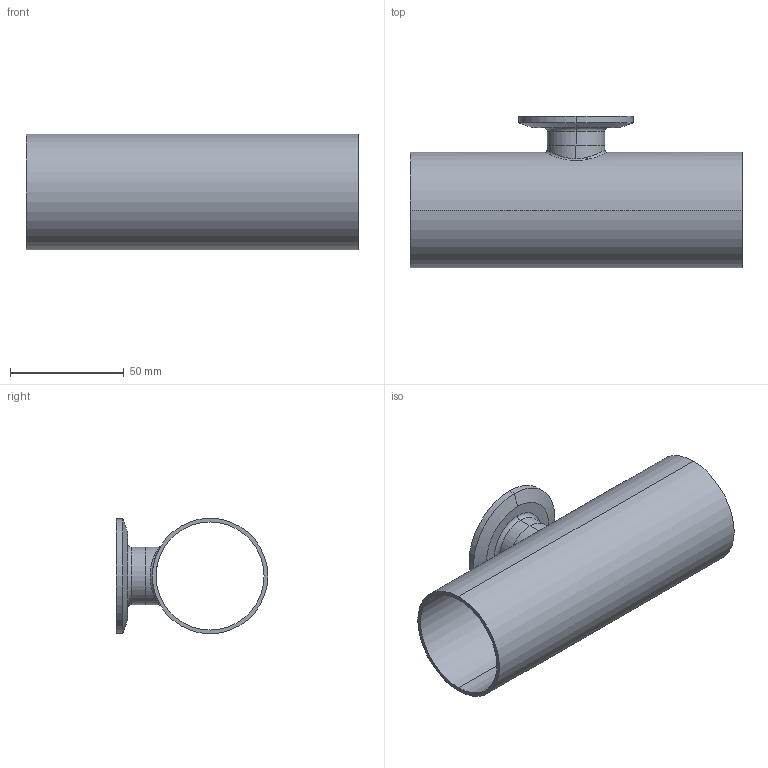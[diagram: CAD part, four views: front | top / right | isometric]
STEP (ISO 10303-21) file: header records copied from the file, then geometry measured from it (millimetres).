
FILE_DESCRIPTION (( 'STEP AP214' ), '1' );
FILE_NAME ('DT14 50.8x25.4 B.STEP', '2014-03-15T08:08:36', ( '' ), ( '' ), 'SwSTEP 2.0', 'SolidWorks 2013', '' );
FILE_SCHEMA (( 'AUTOMOTIVE_DESIGN' ));
Length unit declared in the file: inch
Products named in the file (3): DT14 50.8x25.4 B; DT14 50.8x25.4; 14 25.4
Assembly tree (2 placements, depth 2):
  DT14 50.8x25.4 B
    DT14 50.8x25.4
    14 25.4
Bounding box: 146 x 66.7 x 50.8 mm (x, y, z)
Volume: 44711.3 mm3; surface area: 50922 mm2
Topology: 2 solids, 2 shells, 41 faces, 88 edges, 54 vertices
Faces by surface type: cylinder 14, torus 10, plane 7, cone 6, bspline 4
Entity records: 2234 total; most frequent: CARTESIAN_POINT 1200, DIRECTION 216, ORIENTED_EDGE 176, AXIS2_PLACEMENT_3D 98, EDGE_CURVE 88, CIRCLE 56, VERTEX_POINT 54, EDGE_LOOP 50
